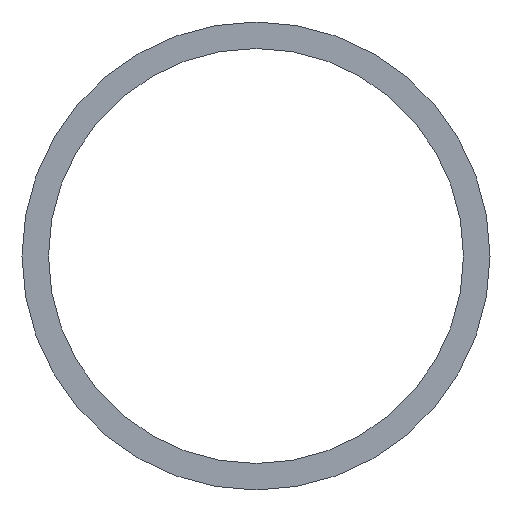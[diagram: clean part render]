
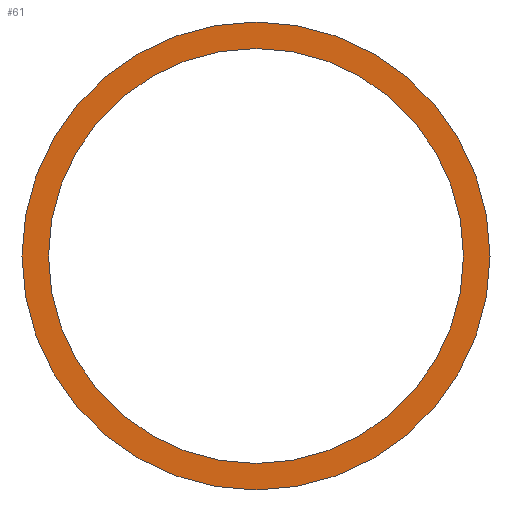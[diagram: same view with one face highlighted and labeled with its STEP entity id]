
A CAD part, left-side view. The second image highlights one B-rep face of the part: STEP entity #61.
In plain terms, the highlighted planar face has unit normal (-1, 0, 0).
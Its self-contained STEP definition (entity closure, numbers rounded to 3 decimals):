
#55 = VERTEX_POINT( '', #125 );
#61 = ADVANCED_FACE( '', ( #131, #132 ), #133, .F. );
#67 = EDGE_CURVE( '', #73, #55, #140, .T. );
#71 = EDGE_CURVE( '', #99, #87, #144, .T. );
#73 = VERTEX_POINT( '', #146 );
#75 = EDGE_CURVE( '', #87, #99, #148, .T. );
#85 = EDGE_CURVE( '', #55, #73, #162, .T. );
#87 = VERTEX_POINT( '', #164 );
#99 = VERTEX_POINT( '', #177 );
#125 = CARTESIAN_POINT( '', ( 0., 0., 157.4 ) );
#131 = FACE_OUTER_BOUND( '', #205, .T. );
#132 = FACE_BOUND( '', #206, .T. );
#133 = PLANE( '', #207 );
#140 = CIRCLE( '', #215, 157.4 );
#144 = CIRCLE( '', #221, 177.5 );
#146 = CARTESIAN_POINT( '', ( 0., 0., -157.4 ) );
#148 = CIRCLE( '', #226, 177.5 );
#162 = CIRCLE( '', #242, 157.4 );
#164 = CARTESIAN_POINT( '', ( 0., 0., 177.5 ) );
#177 = CARTESIAN_POINT( '', ( 0., 0., -177.5 ) );
#205 = EDGE_LOOP( '', ( #270, #271 ) );
#206 = EDGE_LOOP( '', ( #272, #273 ) );
#207 = AXIS2_PLACEMENT_3D( '', #274, #275, #276 );
#215 = AXIS2_PLACEMENT_3D( '', #285, #286, #287 );
#221 = AXIS2_PLACEMENT_3D( '', #291, #292, #293 );
#226 = AXIS2_PLACEMENT_3D( '', #294, #295, #296 );
#242 = AXIS2_PLACEMENT_3D( '', #324, #325, #326 );
#270 = ORIENTED_EDGE( '', *, *, #71, .F. );
#271 = ORIENTED_EDGE( '', *, *, #75, .F. );
#272 = ORIENTED_EDGE( '', *, *, #67, .T. );
#273 = ORIENTED_EDGE( '', *, *, #85, .T. );
#274 = CARTESIAN_POINT( '', ( 0., 0., 0. ) );
#275 = DIRECTION( '', ( 1., 0., 0. ) );
#276 = DIRECTION( '', ( 0., 0., -1. ) );
#285 = CARTESIAN_POINT( '', ( 0., 0., 0. ) );
#286 = DIRECTION( '', ( 1., 0., 0. ) );
#287 = DIRECTION( '', ( 0., 0., -1. ) );
#291 = CARTESIAN_POINT( '', ( 0., 0., 0. ) );
#292 = DIRECTION( '', ( 1., 0., 0. ) );
#293 = DIRECTION( '', ( 0., 0., -1. ) );
#294 = CARTESIAN_POINT( '', ( 0., 0., 0. ) );
#295 = DIRECTION( '', ( 1., 0., 0. ) );
#296 = DIRECTION( '', ( 0., 0., -1. ) );
#324 = CARTESIAN_POINT( '', ( 0., 0., 0. ) );
#325 = DIRECTION( '', ( 1., 0., 0. ) );
#326 = DIRECTION( '', ( 0., 0., -1. ) );
